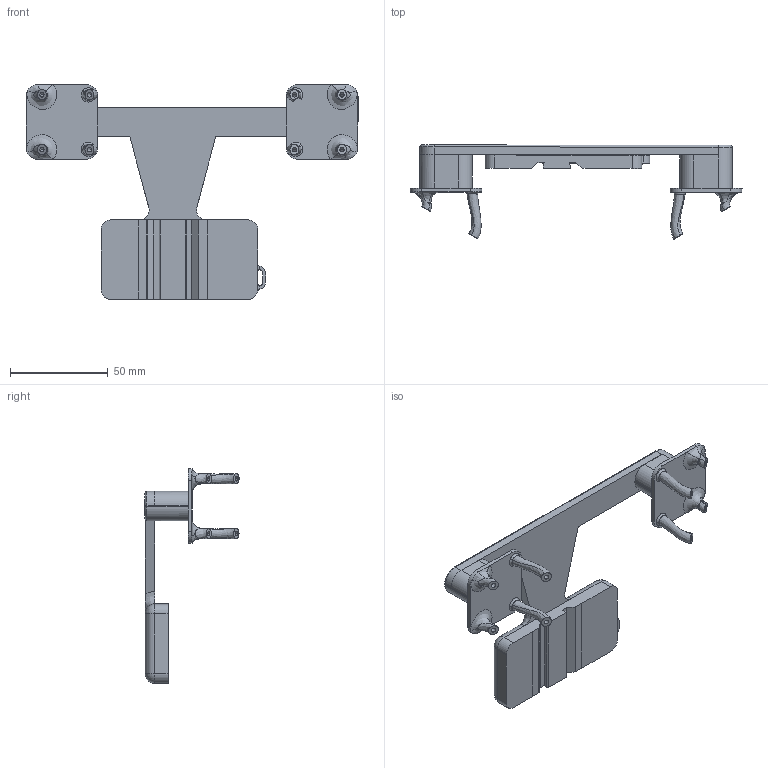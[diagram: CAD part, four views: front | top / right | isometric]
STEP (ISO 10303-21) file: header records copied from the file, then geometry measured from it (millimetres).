
FILE_DESCRIPTION (( 'STEP AP214' ), '1' );
FILE_NAME ('manus_mount_right.STEP', '2025-06-13T19:12:09', ( '' ), ( '' ), 'SwSTEP 2.0', 'SolidWorks 2024', '' );
FILE_SCHEMA (( 'AUTOMOTIVE_DESIGN' ));
Length unit declared in the file: millimetre
Products named in the file (1): manus_mount_right
Bounding box: 169.39 x 47.99 x 109.5 mm (x, y, z)
Volume: 74707 mm3; surface area: 27612.8 mm2
Topology: 1 solids, 1 shells, 317 faces, 849 edges, 548 vertices
Faces by surface type: plane 145, bspline 91, cylinder 72, torus 5, sphere 4
Entity records: 16683 total; most frequent: CARTESIAN_POINT 9389, ORIENTED_EDGE 1690, DIRECTION 1215, EDGE_CURVE 845, VERTEX_POINT 548, VECTOR 455, LINE 455, AXIS2_PLACEMENT_3D 380
